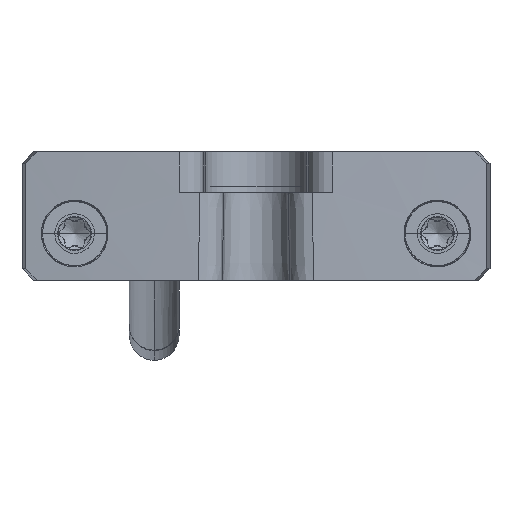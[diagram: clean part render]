
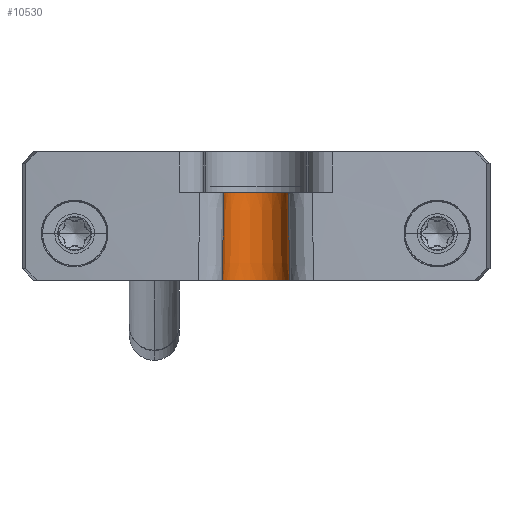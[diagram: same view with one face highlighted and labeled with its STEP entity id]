
A CAD part, front view. The second image highlights one B-rep face of the part: STEP entity #10530.
In plain terms, the highlighted conical face has half-angle 1 degrees and reference radius 2.75 mm.
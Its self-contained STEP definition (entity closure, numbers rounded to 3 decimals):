
#10439=AXIS2_PLACEMENT_3D('Circle Axis2P3D',#10437,#10438,$) ;
#10446=AXIS2_PLACEMENT_3D('Circle Axis2P3D',#10444,#10445,$) ;
#10501=AXIS2_PLACEMENT_3D('Cone Axis2P3D',#10498,#10499,#10500) ;
#10505=AXIS2_PLACEMENT_3D('Circle Axis2P3D',#10503,#10504,$) ;
#10512=AXIS2_PLACEMENT_3D('Circle Axis2P3D',#10510,#10511,$) ;
#10434=CARTESIAN_POINT('Vertex',(17.25,7.394,14.333)) ;
#10437=CARTESIAN_POINT('Axis2P3D Location',(20.,7.394,14.333)) ;
#10441=CARTESIAN_POINT('Vertex',(20.,10.144,14.333)) ;
#10444=CARTESIAN_POINT('Axis2P3D Location',(20.,7.394,14.333)) ;
#10448=CARTESIAN_POINT('Vertex',(22.75,7.394,14.333)) ;
#10482=CARTESIAN_POINT('Vertex',(17.119,7.394,6.833)) ;
#10485=CARTESIAN_POINT('Line Origine',(17.185,7.394,10.583)) ;
#10498=CARTESIAN_POINT('Axis2P3D Location',(20.,7.394,14.333)) ;
#10503=CARTESIAN_POINT('Axis2P3D Location',(20.,7.394,6.833)) ;
#10507=CARTESIAN_POINT('Vertex',(20.,10.275,6.833)) ;
#10510=CARTESIAN_POINT('Axis2P3D Location',(20.,7.394,6.833)) ;
#10514=CARTESIAN_POINT('Vertex',(22.881,7.394,6.833)) ;
#10517=CARTESIAN_POINT('Line Origine',(43652.391,7.394,-2499526.131)) ;
#10438=DIRECTION('Axis2P3D Direction',(0.,0.,-1.)) ;
#10445=DIRECTION('Axis2P3D Direction',(0.,0.,-1.)) ;
#10486=DIRECTION('Vector Direction',(0.017,0.,1.)) ;
#10499=DIRECTION('Axis2P3D Direction',(0.,0.,-1.)) ;
#10500=DIRECTION('Axis2P3D XDirection',(0.,-1.,0.)) ;
#10504=DIRECTION('Axis2P3D Direction',(0.,0.,-1.)) ;
#10511=DIRECTION('Axis2P3D Direction',(0.,0.,-1.)) ;
#10518=DIRECTION('Vector Direction',(0.017,0.,-1.)) ;
#10487=VECTOR('Line Direction',#10486,1.) ;
#10519=VECTOR('Line Direction',#10518,1.) ;
#10523=ORIENTED_EDGE('',*,*,#10443,.F.) ;
#10524=ORIENTED_EDGE('',*,*,#10489,.F.) ;
#10525=ORIENTED_EDGE('',*,*,#10509,.F.) ;
#10526=ORIENTED_EDGE('',*,*,#10516,.F.) ;
#10527=ORIENTED_EDGE('',*,*,#10521,.T.) ;
#10528=ORIENTED_EDGE('',*,*,#10450,.F.) ;
#10530=ADVANCED_FACE('Volumenk\X2\00F6\X0\rper1',(#10529),#10502,.F.) ;
#10440=CIRCLE('generated circle',#10439,2.75) ;
#10447=CIRCLE('generated circle',#10446,2.75) ;
#10506=CIRCLE('generated circle',#10505,2.881) ;
#10513=CIRCLE('generated circle',#10512,2.881) ;
#10502=CONICAL_SURFACE('Cone',#10501,2.75,0.017) ;
#10443=EDGE_CURVE('',#10435,#10442,#10440,.T.) ;
#10450=EDGE_CURVE('',#10442,#10449,#10447,.T.) ;
#10489=EDGE_CURVE('',#10483,#10435,#10488,.T.) ;
#10509=EDGE_CURVE('',#10508,#10483,#10506,.F.) ;
#10516=EDGE_CURVE('',#10515,#10508,#10513,.F.) ;
#10521=EDGE_CURVE('',#10515,#10449,#10520,.F.) ;
#10522=EDGE_LOOP('',(#10523,#10524,#10525,#10526,#10527,#10528)) ;
#10529=FACE_OUTER_BOUND('',#10522,.T.) ;
#10488=LINE('Line',#10485,#10487) ;
#10520=LINE('Line',#10517,#10519) ;
#10435=VERTEX_POINT('',#10434) ;
#10442=VERTEX_POINT('',#10441) ;
#10449=VERTEX_POINT('',#10448) ;
#10483=VERTEX_POINT('',#10482) ;
#10508=VERTEX_POINT('',#10507) ;
#10515=VERTEX_POINT('',#10514) ;
